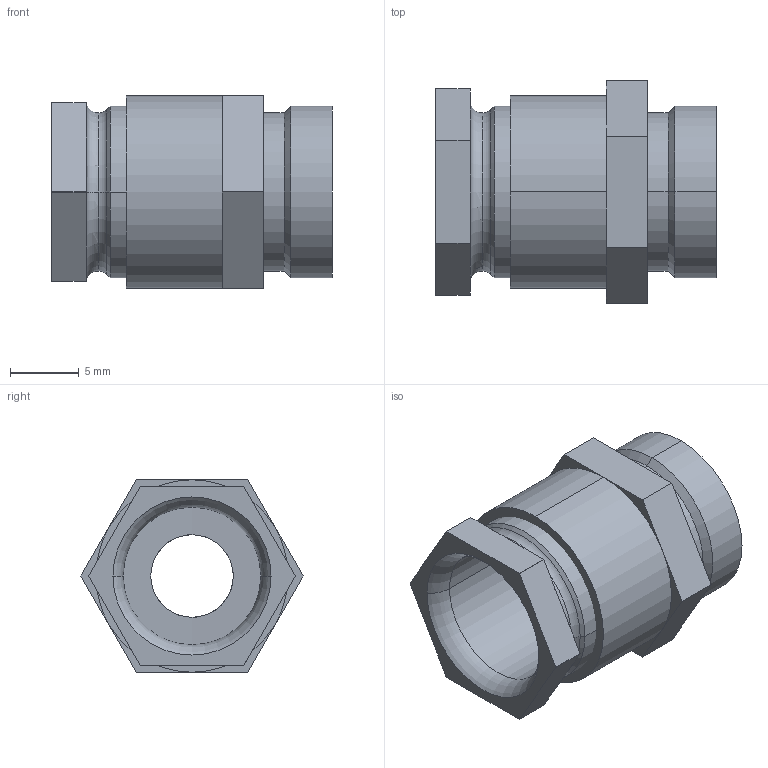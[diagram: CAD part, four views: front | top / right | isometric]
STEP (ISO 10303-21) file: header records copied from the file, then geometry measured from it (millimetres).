
FILE_DESCRIPTION (( 'STEP AP214' ), '1' );
FILE_NAME ('2082071_KSTP1.stp', '2018-06-25T13:10:37', ( '' ), ( '' ), 'SwSTEP 2.0', 'SolidWorks 2016', '' );
FILE_SCHEMA (( 'AUTOMOTIVE_DESIGN' ));
Length unit declared in the file: millimetre
Products named in the file (4): 022659_Pg07 2028077 2034077; 0067153_Pg7; 0067202_Pg7; 2082071_KSTP1
Assembly tree (3 placements, depth 2):
  2082071_KSTP1
    0067202_Pg7
    0067153_Pg7
    022659_Pg07 2028077 2034077
Bounding box: 20.4 x 16.17 x 14 mm (x, y, z)
Volume: 1822 mm3; surface area: 2844.3 mm2
Topology: 4 solids, 4 shells, 76 faces, 175 edges, 110 vertices
Faces by surface type: plane 35, cylinder 31, torus 6, cone 4
Entity records: 2406 total; most frequent: CARTESIAN_POINT 429, DIRECTION 403, ORIENTED_EDGE 350, EDGE_CURVE 175, AXIS2_PLACEMENT_3D 160, VERTEX_POINT 110, EDGE_LOOP 87, LINE 83
